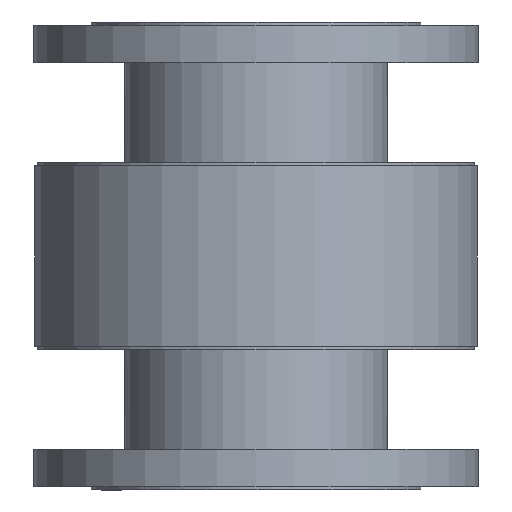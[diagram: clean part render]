
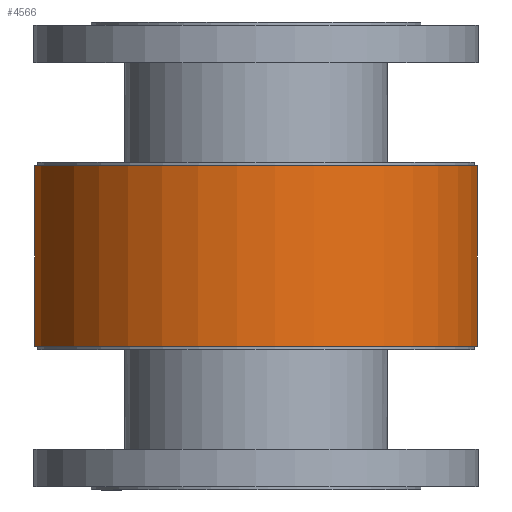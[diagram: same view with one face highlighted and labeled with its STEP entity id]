
A CAD part, front view. The second image highlights one B-rep face of the part: STEP entity #4566.
In plain terms, the highlighted cylindrical face has radius 142.5 mm (diameter 285 mm), a partial arc.
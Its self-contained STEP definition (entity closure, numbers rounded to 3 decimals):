
#246=LINE('',#7181,#475);
#247=LINE('',#7184,#476);
#475=VECTOR('',#5700,10.);
#476=VECTOR('',#5703,10.);
#694=CYLINDRICAL_SURFACE('',#4941,142.5);
#929=FACE_OUTER_BOUND('',#1260,.T.);
#1260=EDGE_LOOP('',(#3112,#3113,#3114,#3115));
#1596=CIRCLE('',#4940,142.5);
#1597=CIRCLE('',#4942,142.5);
#1899=VERTEX_POINT('',#7175);
#1900=VERTEX_POINT('',#7176);
#1901=VERTEX_POINT('',#7180);
#1902=VERTEX_POINT('',#7182);
#2351=EDGE_CURVE('',#1900,#1899,#1596,.T.);
#2352=EDGE_CURVE('',#1901,#1900,#246,.T.);
#2353=EDGE_CURVE('',#1902,#1901,#1597,.T.);
#2354=EDGE_CURVE('',#1899,#1902,#247,.T.);
#3112=ORIENTED_EDGE('',*,*,#2352,.F.);
#3113=ORIENTED_EDGE('',*,*,#2353,.F.);
#3114=ORIENTED_EDGE('',*,*,#2354,.F.);
#3115=ORIENTED_EDGE('',*,*,#2351,.F.);
#4566=ADVANCED_FACE('',(#929),#694,.T.);
#4940=AXIS2_PLACEMENT_3D('',#7178,#5696,#5697);
#4941=AXIS2_PLACEMENT_3D('',#7179,#5698,#5699);
#4942=AXIS2_PLACEMENT_3D('',#7183,#5701,#5702);
#5696=DIRECTION('center_axis',(0.,0.,-1.));
#5697=DIRECTION('ref_axis',(-0.571,0.821,0.));
#5698=DIRECTION('center_axis',(0.,0.,1.));
#5699=DIRECTION('ref_axis',(0.,-1.,0.));
#5700=DIRECTION('',(0.,0.,-1.));
#5701=DIRECTION('center_axis',(0.,0.,1.));
#5702=DIRECTION('ref_axis',(-0.571,0.821,0.));
#5703=DIRECTION('',(0.,0.,1.));
#7175=CARTESIAN_POINT('',(-99.309,120.971,-58.));
#7176=CARTESIAN_POINT('',(63.384,120.971,-58.));
#7178=CARTESIAN_POINT('Origin',(-17.963,3.971,-58.));
#7179=CARTESIAN_POINT('Origin',(-17.963,3.971,0.));
#7180=CARTESIAN_POINT('',(63.384,120.971,58.));
#7181=CARTESIAN_POINT('',(63.384,120.971,0.));
#7182=CARTESIAN_POINT('',(-99.309,120.971,58.));
#7183=CARTESIAN_POINT('Origin',(-17.963,3.971,58.));
#7184=CARTESIAN_POINT('',(-99.309,120.971,0.));
